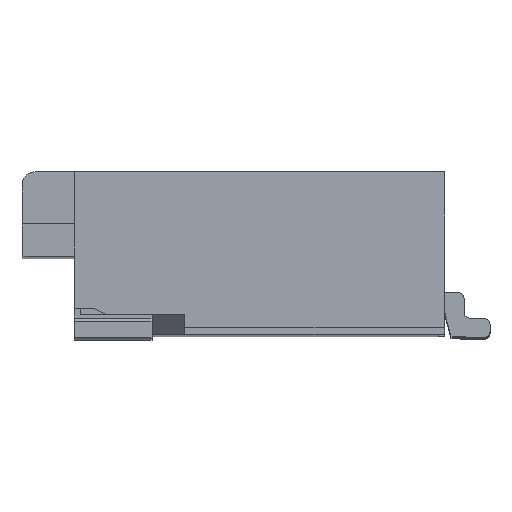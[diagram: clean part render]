
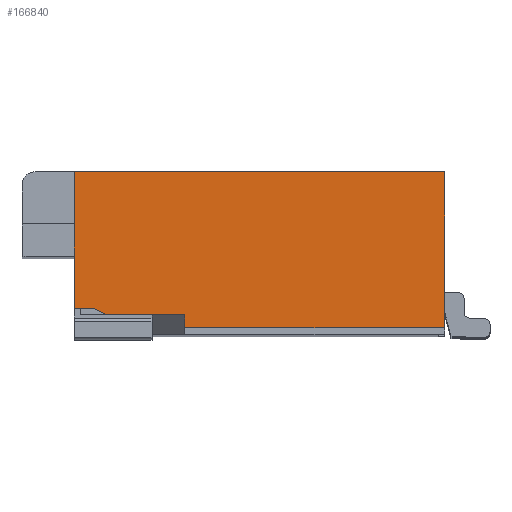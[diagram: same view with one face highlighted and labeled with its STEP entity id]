
A CAD part, top view. The second image highlights one B-rep face of the part: STEP entity #166840.
In plain terms, the highlighted planar face has unit normal (0, 0, 1).
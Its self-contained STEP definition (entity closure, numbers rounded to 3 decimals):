
#35810=CARTESIAN_POINT('',(5.7,0.1,4.845));
#35820=VERTEX_POINT('',#35810);
#35850=CARTESIAN_POINT('',(5.7,0.,4.845));
#35860=DIRECTION('',(0.,-1.,0.));
#35870=VECTOR('',#35860,1.);
#35880=LINE('',#35850,#35870);
#35890=CARTESIAN_POINT('',(5.7,2.5,4.845));
#35900=VERTEX_POINT('',#35890);
#35910=EDGE_CURVE('',#35900,#35820,#35880,.T.);
#166220=CARTESIAN_POINT('',(1.833,1.379,4.845));
#166230=DIRECTION('',(0.,0.,1.));
#166240=DIRECTION('',(1.,0.,0.));
#166250=AXIS2_PLACEMENT_3D('',#166220,#166230,#166240);
#166260=PLANE('',#166250);
#166270=CARTESIAN_POINT('',(0.,0.1,4.845));
#166280=DIRECTION('',(1.,0.,0.));
#166290=VECTOR('',#166280,1.);
#166300=LINE('',#166270,#166290);
#166310=CARTESIAN_POINT('',(1.7,0.1,4.845));
#166320=VERTEX_POINT('',#166310);
#166330=EDGE_CURVE('',#166320,#35820,#166300,.T.);
#166340=ORIENTED_EDGE('',*,*,#166330,.T.);
#166350=CARTESIAN_POINT('',(1.7,0.,4.845));
#166360=DIRECTION('',(0.,-1.,0.));
#166370=VECTOR('',#166360,1.);
#166380=LINE('',#166350,#166370);
#166390=CARTESIAN_POINT('',(1.7,0.3,4.845));
#166400=VERTEX_POINT('',#166390);
#166410=EDGE_CURVE('',#166400,#166320,#166380,.T.);
#166420=ORIENTED_EDGE('',*,*,#166410,.T.);
#166430=CARTESIAN_POINT('',(0.,0.3,4.845));
#166440=DIRECTION('',(-1.,0.,0.));
#166450=VECTOR('',#166440,1.);
#166460=LINE('',#166430,#166450);
#166470=CARTESIAN_POINT('',(0.5,0.3,4.845));
#166480=VERTEX_POINT('',#166470);
#166490=EDGE_CURVE('',#166400,#166480,#166460,.T.);
#166500=ORIENTED_EDGE('',*,*,#166490,.F.);
#166510=CARTESIAN_POINT('',(0.,0.55,4.845));
#166520=DIRECTION('',(0.894,-0.447,0.));
#166530=VECTOR('',#166520,1.);
#166540=LINE('',#166510,#166530);
#166550=CARTESIAN_POINT('',(0.3,0.4,4.845));
#166560=VERTEX_POINT('',#166550);
#166570=EDGE_CURVE('',#166560,#166480,#166540,.T.);
#166580=ORIENTED_EDGE('',*,*,#166570,.T.);
#166590=CARTESIAN_POINT('',(0.,0.4,4.845));
#166600=DIRECTION('',(-1.,0.,0.));
#166610=VECTOR('',#166600,1.);
#166620=LINE('',#166590,#166610);
#166630=CARTESIAN_POINT('',(0.,0.4,4.845));
#166640=VERTEX_POINT('',#166630);
#166650=EDGE_CURVE('',#166560,#166640,#166620,.T.);
#166660=ORIENTED_EDGE('',*,*,#166650,.F.);
#166670=CARTESIAN_POINT('',(0.,0.,4.845));
#166680=DIRECTION('',(0.,1.,0.));
#166690=VECTOR('',#166680,1.);
#166700=LINE('',#166670,#166690);
#166710=CARTESIAN_POINT('',(0.,2.5,4.845));
#166720=VERTEX_POINT('',#166710);
#166730=EDGE_CURVE('',#166640,#166720,#166700,.T.);
#166740=ORIENTED_EDGE('',*,*,#166730,.F.);
#166750=CARTESIAN_POINT('',(0.,2.5,4.845));
#166760=DIRECTION('',(-1.,0.,0.));
#166770=VECTOR('',#166760,1.);
#166780=LINE('',#166750,#166770);
#166790=EDGE_CURVE('',#35900,#166720,#166780,.T.);
#166800=ORIENTED_EDGE('',*,*,#166790,.T.);
#166810=ORIENTED_EDGE('',*,*,#35910,.F.);
#166820=EDGE_LOOP('',(#166810,#166800,#166740,#166660,#166580,#166500,
#166420,#166340));
#166830=FACE_OUTER_BOUND('',#166820,.T.);
#166840=ADVANCED_FACE('',(#166830),#166260,.T.);
